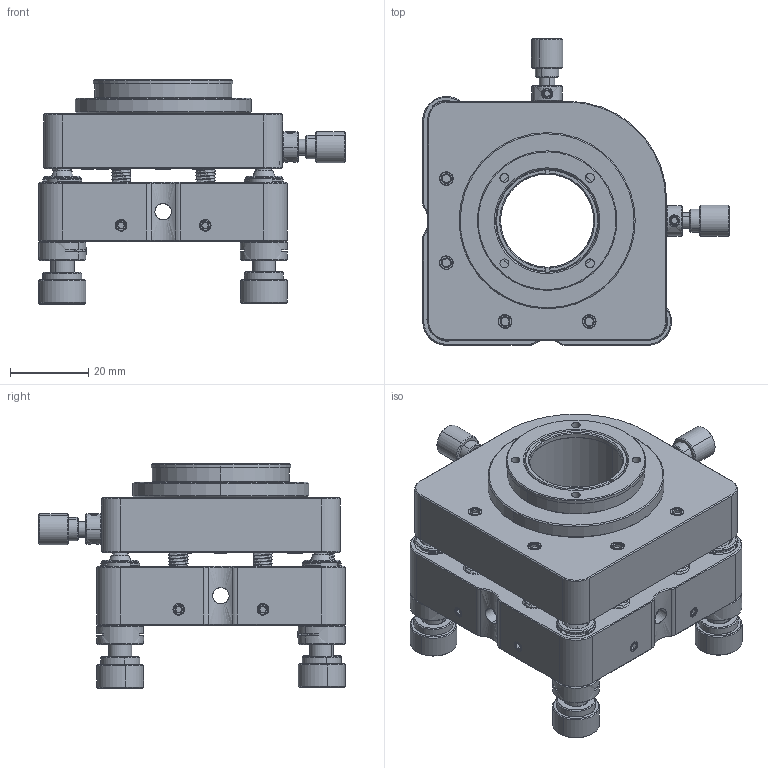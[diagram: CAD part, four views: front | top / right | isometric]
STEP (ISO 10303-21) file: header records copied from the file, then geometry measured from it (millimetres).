
FILE_DESCRIPTION (( 'STEP AP203' ), '1' );
FILE_NAME ('1.1.10.STEP', '2021-02-26T05:18:55', ( '' ), ( '' ), 'SwSTEP 2.0', 'SolidWorks 2020', '' );
FILE_SCHEMA (( 'CONFIG_CONTROL_DESIGN' ));
Length unit declared in the file: millimetre
Products named in the file (5): 1.1.10.sldasm-Part-4; 1.1.10.sldasm-Part-3; 1.1.10; 1.1.10.sldasm-Part-1; 1.1.10.sldasm-Part-2
Assembly tree (4 placements, depth 2):
  1.1.10
    1.1.10.sldasm-Part-1
    1.1.10.sldasm-Part-2
    1.1.10.sldasm-Part-3
    1.1.10.sldasm-Part-4
Bounding box: 78.25 x 78.25 x 57.3 mm (x, y, z)
Volume: 100.5 mm3; surface area: 31062.1 mm2
Topology: 3 solids, 127 shells, 730 faces, 2161 edges, 1513 vertices
Faces by surface type: bspline 486, plane 244
Entity records: 53811 total; most frequent: CARTESIAN_POINT 37314, ORIENTED_EDGE 3435, DIRECTION 2363, EDGE_CURVE 2123, VERTEX_POINT 1513, LINE 927, VECTOR 927, EDGE_LOOP 849
